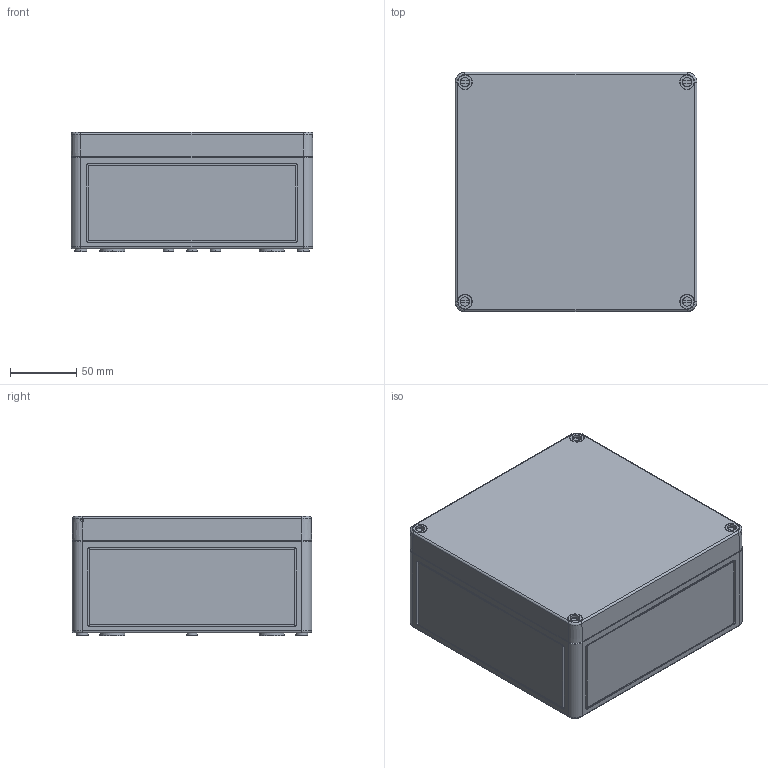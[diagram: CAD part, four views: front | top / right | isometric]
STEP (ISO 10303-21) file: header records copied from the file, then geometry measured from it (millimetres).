
FILE_DESCRIPTION (( 'STEP AP203' ), '1' );
FILE_NAME ('60181812.step', '2014-12-03T14:59:20', ( 'Windows-Benutzer' ), ( '' ), 'SwSTEP 2.0', 'SolidWorks 2014', '' );
FILE_SCHEMA (( 'CONFIG_CONTROL_DESIGN' ));
Length unit declared in the file: millimetre
Products named in the file (4): Kasten_TK1818-o60181812; Deckel_TK1818-9-t60181812; Schraube_TK34mm-schwarz60181812; 60181812
Assembly tree (6 placements, depth 2):
  60181812
    Kasten_TK1818-o60181812
    Deckel_TK1818-9-t60181812
    Schraube_TK34mm-schwarz60181812  x4
Bounding box: 182 x 180 x 89.7 mm (x, y, z)
Volume: 439343.6 mm3; surface area: 279074.5 mm2
Topology: 6 solids, 6 shells, 763 faces, 1941 edges, 1270 vertices
Faces by surface type: plane 397, cylinder 282, cone 68, torus 16
Entity records: 19859 total; most frequent: DIRECTION 3485, CARTESIAN_POINT 3461, ORIENTED_EDGE 3222, EDGE_CURVE 1611, AXIS2_PLACEMENT_3D 1258, VERTEX_POINT 1054, LINE 969, VECTOR 969
